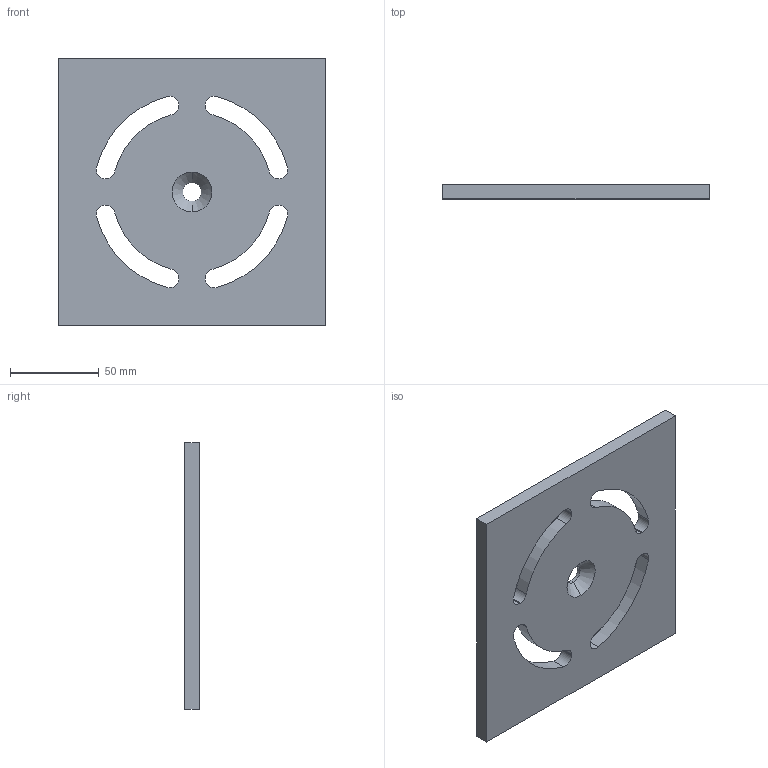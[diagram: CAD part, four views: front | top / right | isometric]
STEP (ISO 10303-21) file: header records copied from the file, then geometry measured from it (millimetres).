
FILE_DESCRIPTION (( 'STEP AP214' ), '1' );
FILE_NAME ('AX_200211_PL_NATEO_MONTAGE_Socle poincon_v1.STEP', '2020-02-12T10:20:58', ( '' ), ( '' ), 'SwSTEP 2.0', 'SolidWorks 2019', '' );
FILE_SCHEMA (( 'AUTOMOTIVE_DESIGN' ));
Length unit declared in the file: millimetre
Products named in the file (1): AX_200211_PL_NATEO_MONTAGE_Socle poincon_v1
Bounding box: 150 x 8 x 150 mm (x, y, z)
Volume: 157776.7 mm3; surface area: 49117 mm2
Topology: 1 solids, 1 shells, 44 faces, 124 edges, 82 vertices
Faces by surface type: cylinder 28, plane 14, cone 2
Entity records: 1504 total; most frequent: DIRECTION 272, CARTESIAN_POINT 251, ORIENTED_EDGE 248, EDGE_CURVE 124, AXIS2_PLACEMENT_3D 103, VERTEX_POINT 82, LINE 66, VECTOR 66
